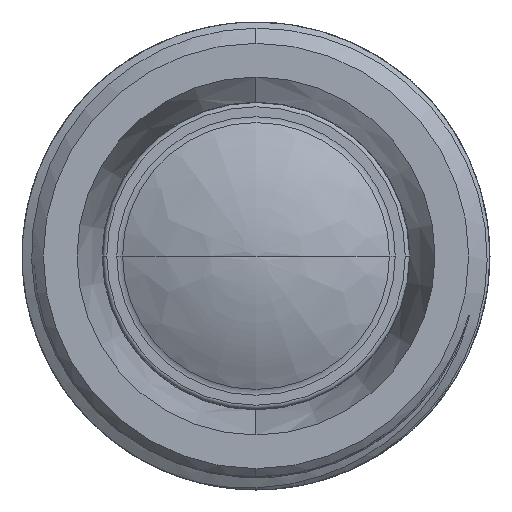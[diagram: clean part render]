
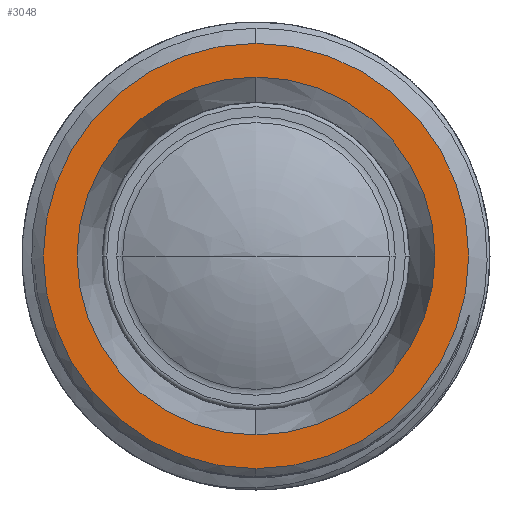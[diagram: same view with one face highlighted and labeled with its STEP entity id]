
A CAD part, left-side view. The second image highlights one B-rep face of the part: STEP entity #3048.
In plain terms, the highlighted face is planar.
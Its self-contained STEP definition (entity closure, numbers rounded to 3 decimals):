
#171 = CARTESIAN_POINT ( 'NONE',  ( 0., 4.207, 0. ) ) ;
#909 = EDGE_CURVE ( 'NONE', #15609, #14039, #9480, .T. ) ;
#3048 = ADVANCED_FACE ( 'NONE', ( #15025, #6065 ), #7040, .T. ) ;
#3666 = ORIENTED_EDGE ( 'NONE', *, *, #11386, .F. ) ;
#3803 = DIRECTION ( 'NONE',  ( 0., 0., 1. ) ) ;
#3927 = DIRECTION ( 'NONE',  ( 0., 1., 0. ) ) ;
#4381 = DIRECTION ( 'NONE',  ( 0., 0., -1. ) ) ;
#4547 = ORIENTED_EDGE ( 'NONE', *, *, #909, .T. ) ;
#5410 = CARTESIAN_POINT ( 'NONE',  ( 0., 0., 0. ) ) ;
#6065 = FACE_BOUND ( 'NONE', #9952, .T. ) ;
#6225 = CIRCLE ( 'NONE', #10795, 5. ) ;
#6767 = DIRECTION ( 'NONE',  ( 1., 0., 0. ) ) ;
#7040 = PLANE ( 'NONE',  #12264 ) ;
#7083 = DIRECTION ( 'NONE',  ( 0., 0., -1. ) ) ;
#7326 = DIRECTION ( 'NONE',  ( 0., -1., 0. ) ) ;
#7347 = DIRECTION ( 'NONE',  ( 0., -1., 0. ) ) ;
#7826 = EDGE_CURVE ( 'NONE', #14039, #15609, #18160, .T. ) ;
#8180 = CARTESIAN_POINT ( 'NONE',  ( 0., 0., 0. ) ) ;
#8741 = ORIENTED_EDGE ( 'NONE', *, *, #13812, .F. ) ;
#9480 = CIRCLE ( 'NONE', #10860, 4.207 ) ;
#9952 = EDGE_LOOP ( 'NONE', ( #4547, #13922 ) ) ;
#10795 = AXIS2_PLACEMENT_3D ( 'NONE', #5410, #7083, #3927 ) ;
#10860 = AXIS2_PLACEMENT_3D ( 'NONE', #8180, #11133, #15435 ) ;
#11133 = DIRECTION ( 'NONE',  ( 0., 0., -1. ) ) ;
#11386 = EDGE_CURVE ( 'NONE', #16055, #12395, #6225, .T. ) ;
#11964 = CARTESIAN_POINT ( 'NONE',  ( 0., 0., 0. ) ) ;
#12264 = AXIS2_PLACEMENT_3D ( 'NONE', #15561, #3803, #6767 ) ;
#12395 = VERTEX_POINT ( 'NONE', #16285 ) ;
#13118 = CARTESIAN_POINT ( 'NONE',  ( 0., 0., 0. ) ) ;
#13812 = EDGE_CURVE ( 'NONE', #12395, #16055, #18815, .T. ) ;
#13922 = ORIENTED_EDGE ( 'NONE', *, *, #7826, .T. ) ;
#14039 = VERTEX_POINT ( 'NONE', #16045 ) ;
#15025 = FACE_OUTER_BOUND ( 'NONE', #15866, .T. ) ;
#15424 = CARTESIAN_POINT ( 'NONE',  ( 0., 5., 0. ) ) ;
#15435 = DIRECTION ( 'NONE',  ( 0., 1., 0. ) ) ;
#15561 = CARTESIAN_POINT ( 'NONE',  ( 0., 0., 0. ) ) ;
#15609 = VERTEX_POINT ( 'NONE', #171 ) ;
#15866 = EDGE_LOOP ( 'NONE', ( #8741, #3666 ) ) ;
#15983 = DIRECTION ( 'NONE',  ( 0., 0., -1. ) ) ;
#16045 = CARTESIAN_POINT ( 'NONE',  ( 0., -4.207, 0. ) ) ;
#16055 = VERTEX_POINT ( 'NONE', #15424 ) ;
#16191 = AXIS2_PLACEMENT_3D ( 'NONE', #11964, #4381, #7347 ) ;
#16285 = CARTESIAN_POINT ( 'NONE',  ( 0., -5., 0. ) ) ;
#16680 = AXIS2_PLACEMENT_3D ( 'NONE', #13118, #15983, #7326 ) ;
#18160 = CIRCLE ( 'NONE', #16191, 4.207 ) ;
#18815 = CIRCLE ( 'NONE', #16680, 5. ) ;
